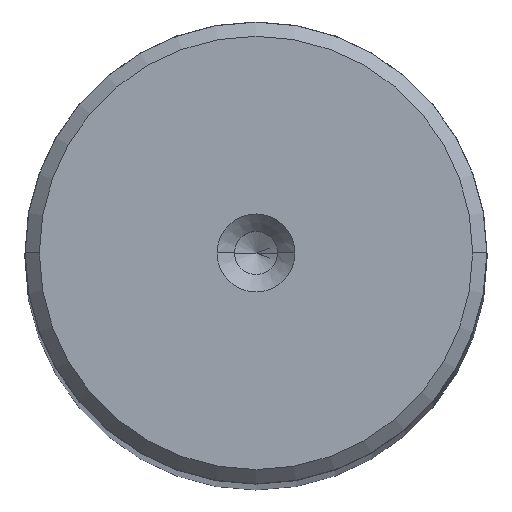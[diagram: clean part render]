
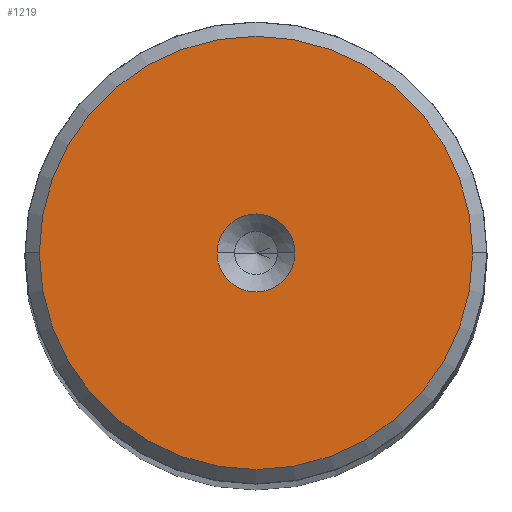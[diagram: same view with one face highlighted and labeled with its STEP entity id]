
A CAD part, top view. The second image highlights one B-rep face of the part: STEP entity #1219.
In plain terms, the highlighted planar face has unit normal (0, 0, 1).
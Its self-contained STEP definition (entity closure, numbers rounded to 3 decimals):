
#131 = VERTEX_POINT ( 'NONE', #2116 ) ;
#229 = FACE_BOUND ( 'NONE', #587, .T. ) ;
#263 = DIRECTION ( 'NONE',  ( 0., 0., 1. ) ) ;
#368 = AXIS2_PLACEMENT_3D ( 'NONE', #1871, #1116, #1133 ) ;
#470 = DIRECTION ( 'NONE',  ( 0., 0., 1. ) ) ;
#544 = VERTEX_POINT ( 'NONE', #2365 ) ;
#587 = EDGE_LOOP ( 'NONE', ( #1843, #2275 ) ) ;
#617 = EDGE_CURVE ( 'NONE', #131, #1870, #876, .T. ) ;
#637 = DIRECTION ( 'NONE',  ( 0., 0., 1. ) ) ;
#725 = CIRCLE ( 'NONE', #1242, 2.7 ) ;
#848 = CARTESIAN_POINT ( 'NONE',  ( 0., 0., 240. ) ) ;
#876 = CIRCLE ( 'NONE', #368, 2.7 ) ;
#893 = DIRECTION ( 'NONE',  ( 0., 0., 1. ) ) ;
#988 = CARTESIAN_POINT ( 'NONE',  ( 0., 0., 240. ) ) ;
#1116 = DIRECTION ( 'NONE',  ( 0., 0., 1. ) ) ;
#1133 = DIRECTION ( 'NONE',  ( 1., 0., 0. ) ) ;
#1219 = ADVANCED_FACE ( 'NONE', ( #229, #2188 ), #2394, .T. ) ;
#1242 = AXIS2_PLACEMENT_3D ( 'NONE', #988, #637, #1968 ) ;
#1253 = DIRECTION ( 'NONE',  ( 1., 0., 0. ) ) ;
#1417 = CIRCLE ( 'NONE', #2374, 15.011 ) ;
#1537 = EDGE_CURVE ( 'NONE', #2032, #544, #1417, .T. ) ;
#1578 = EDGE_LOOP ( 'NONE', ( #1813, #1741 ) ) ;
#1650 = CARTESIAN_POINT ( 'NONE',  ( 0., 0., 240. ) ) ;
#1741 = ORIENTED_EDGE ( 'NONE', *, *, #1899, .T. ) ;
#1768 = EDGE_CURVE ( 'NONE', #1870, #131, #725, .T. ) ;
#1795 = DIRECTION ( 'NONE',  ( 1., 0., 0. ) ) ;
#1808 = DIRECTION ( 'NONE',  ( 1., 0., 0. ) ) ;
#1813 = ORIENTED_EDGE ( 'NONE', *, *, #1537, .T. ) ;
#1843 = ORIENTED_EDGE ( 'NONE', *, *, #1768, .F. ) ;
#1870 = VERTEX_POINT ( 'NONE', #2171 ) ;
#1871 = CARTESIAN_POINT ( 'NONE',  ( 0., 0., 240. ) ) ;
#1899 = EDGE_CURVE ( 'NONE', #544, #2032, #2110, .T. ) ;
#1968 = DIRECTION ( 'NONE',  ( 1., 0., 0. ) ) ;
#2032 = VERTEX_POINT ( 'NONE', #2408 ) ;
#2110 = CIRCLE ( 'NONE', #2357, 15.011 ) ;
#2116 = CARTESIAN_POINT ( 'NONE',  ( -2.7, 0., 240. ) ) ;
#2122 = AXIS2_PLACEMENT_3D ( 'NONE', #1650, #893, #1253 ) ;
#2171 = CARTESIAN_POINT ( 'NONE',  ( 2.7, 0., 240. ) ) ;
#2178 = CARTESIAN_POINT ( 'NONE',  ( 0., 0., 240. ) ) ;
#2188 = FACE_OUTER_BOUND ( 'NONE', #1578, .T. ) ;
#2275 = ORIENTED_EDGE ( 'NONE', *, *, #617, .F. ) ;
#2357 = AXIS2_PLACEMENT_3D ( 'NONE', #848, #470, #1808 ) ;
#2365 = CARTESIAN_POINT ( 'NONE',  ( 15.011, 0., 240. ) ) ;
#2374 = AXIS2_PLACEMENT_3D ( 'NONE', #2178, #263, #1795 ) ;
#2394 = PLANE ( 'NONE',  #2122 ) ;
#2408 = CARTESIAN_POINT ( 'NONE',  ( -15.011, 0., 240. ) ) ;
